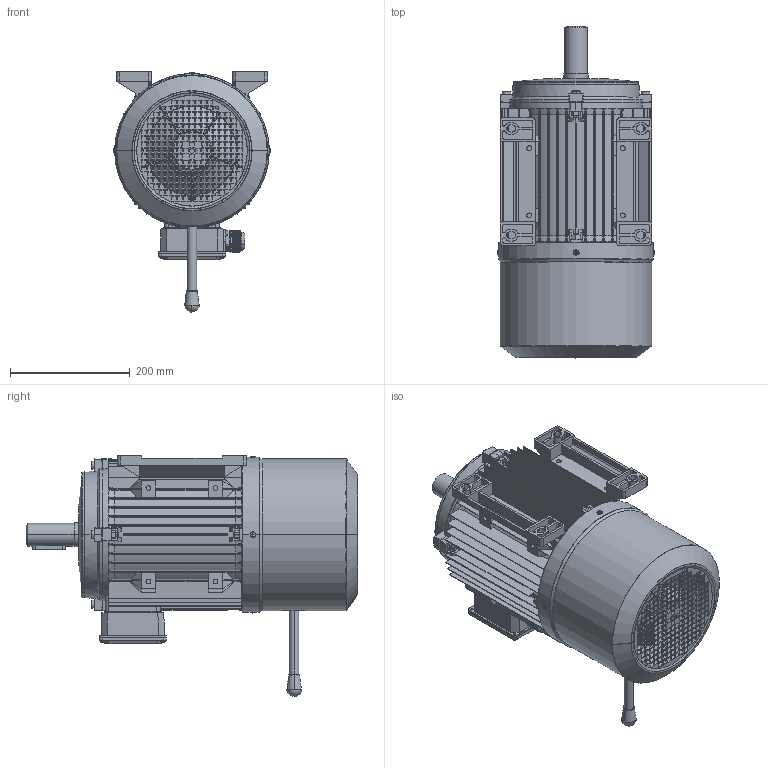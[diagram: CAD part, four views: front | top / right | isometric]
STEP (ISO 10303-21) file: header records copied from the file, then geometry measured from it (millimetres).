
FILE_DESCRIPTION (( 'STEP AP203' ), '1' );
FILE_NAME ('MSB132M B3俋倛芞.STEP', '2012-12-30T01:16:32', ( 'USER' ), ( 'MS' ), 'SwSTEP 2.0', 'SolidWorks 2008', '' );
FILE_SCHEMA (( 'CONFIG_CONTROL_DESIGN' ));
Length unit declared in the file: millimetre
Products named in the file (15): 112-132出线螺套_默认; 132风叶_默认; MSB132后盖_默认; MSB132风罩_默认; 132M底脚_默认; MSB132M B3俋倛芞; 132M机壳_默认; 132諉盄碟釱蹟隊_GB_CROSS_SCREWS_TYPE1 M4X6-6  H type-N; 132油封_默认; MS132接线盒座_默认; MS132接线盒盖_默认; 风罩螺钉M5_默认; 内六角圆柱头螺栓M7_默认; 132机壳螺母_默认; 132前端盖1_默认
Assembly tree (38 placements, depth 2):
  MSB132M B3俋倛芞
    风罩螺钉M5_默认  x4
    132机壳螺母_默认  x10
    MSB132风罩_默认
    132諉盄碟釱蹟隊_GB_CROSS_SCREWS_TYPE1 M4X6-6  H type-N  x4
    MSB132后盖_默认
    内六角圆柱头螺栓M7_默认  x8
    132M底脚_默认  x2
    MS132接线盒座_默认
    132风叶_默认
    132油封_默认
    132M机壳_默认
    112-132出线螺套_默认  x2
    MS132接线盒盖_默认
    132前端盖1_默认
Bounding box: 261.02 x 553.55 x 401.6 mm (x, y, z)
Volume: 3274185.3 mm3; surface area: 1701310.5 mm2
Topology: 41 solids, 41 shells, 3783 faces, 10099 edges, 6487 vertices
Faces by surface type: plane 2685, cylinder 666, cone 336, torus 70, sphere 26
Entity records: 93176 total; most frequent: CARTESIAN_POINT 19453, ORIENTED_EDGE 15260, DIRECTION 13924, EDGE_CURVE 7630, VECTOR 5590, LINE 5590, VERTEX_POINT 4950, AXIS2_PLACEMENT_3D 4167
